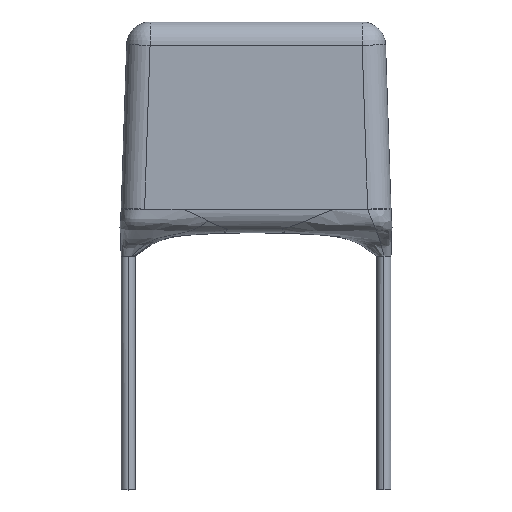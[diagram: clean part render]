
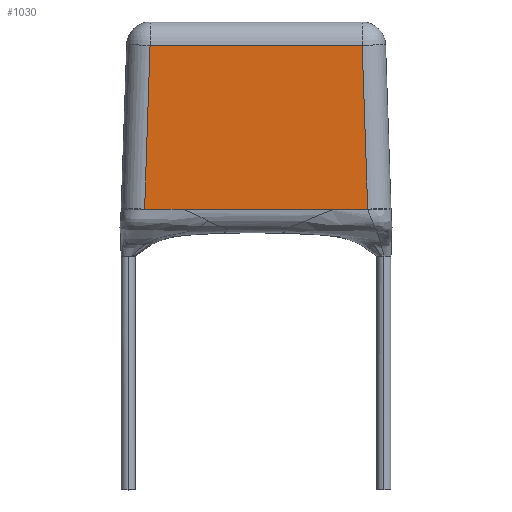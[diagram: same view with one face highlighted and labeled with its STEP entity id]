
A CAD part, top view. The second image highlights one B-rep face of the part: STEP entity #1030.
In plain terms, the highlighted planar face has unit normal (0, 0, 1).
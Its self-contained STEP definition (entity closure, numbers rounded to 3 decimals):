
#9 = EDGE_CURVE ( 'NONE', #1795, #1023, #2458, .T. ) ;
#32 = AXIS2_PLACEMENT_3D ( 'NONE', #2506, #968, #1735 ) ;
#100 = ORIENTED_EDGE ( 'NONE', *, *, #2385, .T. ) ;
#171 = PLANE ( 'NONE',  #32 ) ;
#219 = CARTESIAN_POINT ( 'NONE',  ( -3.094, 1., 5. ) ) ;
#277 = VECTOR ( 'NONE', #2416, 1000. ) ;
#503 = CARTESIAN_POINT ( 'NONE',  ( -4.727, 0.158, 5. ) ) ;
#511 = CARTESIAN_POINT ( 'NONE',  ( 0., 1., 5. ) ) ;
#583 = CARTESIAN_POINT ( 'NONE',  ( -4.699, 1., 5. ) ) ;
#589 = CARTESIAN_POINT ( 'NONE',  ( -4.699, 1., 5. ) ) ;
#666 = CARTESIAN_POINT ( 'NONE',  ( 4.6, 8., 5. ) ) ;
#786 = CARTESIAN_POINT ( 'NONE',  ( -3.094, 1., 5. ) ) ;
#968 = DIRECTION ( 'NONE',  ( 0., 0., -1. ) ) ;
#1013 = CARTESIAN_POINT ( 'NONE',  ( -3.629, 1., 5. ) ) ;
#1023 = VERTEX_POINT ( 'NONE', #583 ) ;
#1030 = ADVANCED_FACE ( 'NONE', ( #1522 ), #171, .F. ) ;
#1107 = VECTOR ( 'NONE', #2053, 1000. ) ;
#1123 = CARTESIAN_POINT ( 'NONE',  ( 4.837, 1., 5. ) ) ;
#1134 = VECTOR ( 'NONE', #2431, 1000. ) ;
#1184 = B_SPLINE_CURVE_WITH_KNOTS ( 'NONE', 3,
 ( #589, #1381, #1013, #219 ),
 .UNSPECIFIED., .F., .F.,
 ( 4, 4 ),
 ( 0., 1. ),
 .UNSPECIFIED. ) ;
#1243 = CARTESIAN_POINT ( 'NONE',  ( -4.465, 8., 5. ) ) ;
#1284 = LINE ( 'NONE', #511, #1107 ) ;
#1308 = DIRECTION ( 'NONE',  ( -1., 0., 0. ) ) ;
#1345 = CARTESIAN_POINT ( 'NONE',  ( 0., 8., 5. ) ) ;
#1381 = CARTESIAN_POINT ( 'NONE',  ( -4.164, 1., 5. ) ) ;
#1433 = ORIENTED_EDGE ( 'NONE', *, *, #9, .T. ) ;
#1459 = VERTEX_POINT ( 'NONE', #666 ) ;
#1468 = VERTEX_POINT ( 'NONE', #1819 ) ;
#1499 = EDGE_CURVE ( 'NONE', #1468, #1598, #2039, .T. ) ;
#1516 = LINE ( 'NONE', #1345, #1718 ) ;
#1522 = FACE_OUTER_BOUND ( 'NONE', #2048, .T. ) ;
#1557 = VECTOR ( 'NONE', #2120, 1000. ) ;
#1594 = ORIENTED_EDGE ( 'NONE', *, *, #1666, .T. ) ;
#1598 = VERTEX_POINT ( 'NONE', #1123 ) ;
#1627 = ORIENTED_EDGE ( 'NONE', *, *, #1742, .T. ) ;
#1654 = CARTESIAN_POINT ( 'NONE',  ( 0.051, 1., 5. ) ) ;
#1666 = EDGE_CURVE ( 'NONE', #1459, #1795, #1516, .T. ) ;
#1692 = LINE ( 'NONE', #1882, #1557 ) ;
#1718 = VECTOR ( 'NONE', #1308, 1000. ) ;
#1735 = DIRECTION ( 'NONE',  ( -1., 0., 0. ) ) ;
#1742 = EDGE_CURVE ( 'NONE', #1023, #2098, #1184, .T. ) ;
#1746 = ORIENTED_EDGE ( 'NONE', *, *, #1499, .T. ) ;
#1795 = VERTEX_POINT ( 'NONE', #1243 ) ;
#1819 = CARTESIAN_POINT ( 'NONE',  ( 0.046, 1., 5. ) ) ;
#1882 = CARTESIAN_POINT ( 'NONE',  ( 4.861, 0.162, 5. ) ) ;
#1964 = EDGE_CURVE ( 'NONE', #1598, #1459, #1692, .T. ) ;
#2039 = LINE ( 'NONE', #1654, #277 ) ;
#2048 = EDGE_LOOP ( 'NONE', ( #1627, #100, #1746, #2360, #1594, #1433 ) ) ;
#2053 = DIRECTION ( 'NONE',  ( 1., 0., 0. ) ) ;
#2098 = VERTEX_POINT ( 'NONE', #786 ) ;
#2120 = DIRECTION ( 'NONE',  ( -0.033, 0.999, 0. ) ) ;
#2360 = ORIENTED_EDGE ( 'NONE', *, *, #1964, .T. ) ;
#2385 = EDGE_CURVE ( 'NONE', #2098, #1468, #1284, .T. ) ;
#2416 = DIRECTION ( 'NONE',  ( 1., 0., 0. ) ) ;
#2431 = DIRECTION ( 'NONE',  ( -0.033, -0.999, 0. ) ) ;
#2458 = LINE ( 'NONE', #503, #1134 ) ;
#2506 = CARTESIAN_POINT ( 'NONE',  ( 0., 0., 5. ) ) ;
